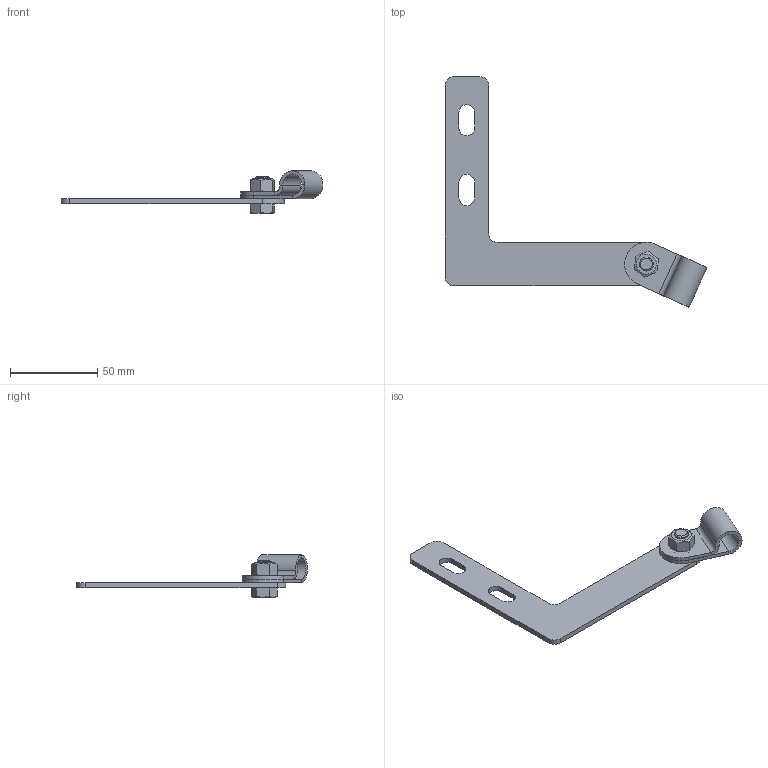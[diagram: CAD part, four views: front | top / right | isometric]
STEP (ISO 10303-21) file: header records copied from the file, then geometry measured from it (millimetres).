
FILE_DESCRIPTION(/* description */ (''),/* implementation_level */ '2;1');
FILE_NAME(/* name */ 'UPWK.stp',/* time_stamp */ '2020-11-06T11:16:11+01:00',/* author */ ('stanislaw.luczak'),/* organization */ (''),/* preprocessor_version */ 'ST-DEVELOPER v18.1',/* originating_system */ 'Autodesk Inventor 2021',/* authorisation */ '');
FILE_SCHEMA (('CONFIG_CONTROL_DESIGN','AUTOMOTIVE_DESIGN { 1 0 10303 214 3 1 1 }'));
Length unit declared in the file: millimetre
Products named in the file (6): UPWK; UPWK (2); UPWK (1); ISO 4018 - M8 x 16; ISO 7089 - 8; ISO 4034 - M8
Assembly tree (5 placements, depth 2):
  UPWK
    UPWK (2)
    UPWK (1)
    ISO 4018 - M8 x 16
    ISO 7089 - 8
    ISO 4034 - M8
Bounding box: 150.26 x 132.32 x 24.3 mm (x, y, z)
Volume: 22729.3 mm3; surface area: 19322.6 mm2
Topology: 5 solids, 5 shells, 80 faces, 191 edges, 122 vertices
Faces by surface type: plane 46, cylinder 22, cone 11, torus 1
Full cylindrical faces by diameter (mm): 6.647 x1, 8 x1, 8.4 x1, 9 x3, 16 x1
Entity records: 2568 total; most frequent: CARTESIAN_POINT 452, DIRECTION 422, ORIENTED_EDGE 382, EDGE_CURVE 191, AXIS2_PLACEMENT_3D 164, VERTEX_POINT 122, EDGE_LOOP 95, LINE 94
